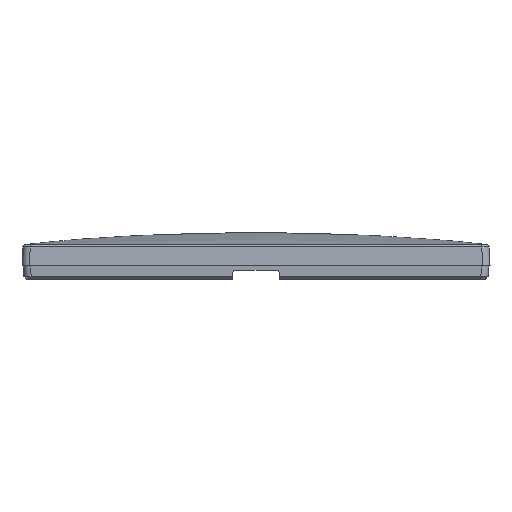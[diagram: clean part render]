
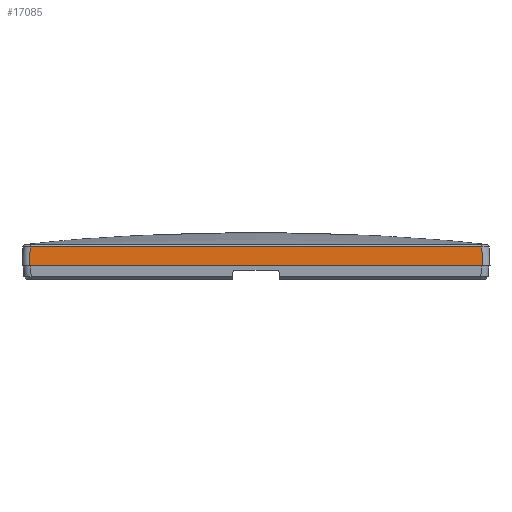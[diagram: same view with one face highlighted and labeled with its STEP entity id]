
A CAD part, left-side view. The second image highlights one B-rep face of the part: STEP entity #17085.
In plain terms, the highlighted planar face has unit normal (-0.999, 0, 0.052).
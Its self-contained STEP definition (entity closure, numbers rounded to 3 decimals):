
#17042=AXIS2_PLACEMENT_3D('Plane Axis2P3D',#17039,#17040,#17041) ;
#16919=CARTESIAN_POINT('Vertex',(-60.,43.602,2.6)) ;
#16922=CARTESIAN_POINT('Line Origine',(-59.896,43.498,4.589)) ;
#16926=CARTESIAN_POINT('Vertex',(-59.81,43.412,6.233)) ;
#16950=CARTESIAN_POINT('Line Origine',(-59.896,-43.498,4.589)) ;
#16954=CARTESIAN_POINT('Vertex',(-60.,-43.602,2.6)) ;
#16956=CARTESIAN_POINT('Vertex',(-59.81,-43.412,6.233)) ;
#16997=CARTESIAN_POINT('Line Origine',(-60.,0.,2.6)) ;
#17039=CARTESIAN_POINT('Axis2P3D Location',(-60.,22.5,2.6)) ;
#17045=CARTESIAN_POINT('Control Point',(-59.81,43.412,6.233)) ;
#17046=CARTESIAN_POINT('Control Point',(-59.809,40.994,6.241)) ;
#17047=CARTESIAN_POINT('Control Point',(-59.809,38.577,6.249)) ;
#17048=CARTESIAN_POINT('Control Point',(-59.808,36.159,6.256)) ;
#17049=CARTESIAN_POINT('Control Point',(-59.808,32.472,6.266)) ;
#17050=CARTESIAN_POINT('Control Point',(-59.807,28.785,6.275)) ;
#17051=CARTESIAN_POINT('Control Point',(-59.807,27.589,6.278)) ;
#17052=CARTESIAN_POINT('Control Point',(-59.807,23.829,6.286)) ;
#17053=CARTESIAN_POINT('Control Point',(-59.806,20.069,6.293)) ;
#17054=CARTESIAN_POINT('Control Point',(-59.806,17.481,6.297)) ;
#17055=CARTESIAN_POINT('Control Point',(-59.806,9.988,6.306)) ;
#17056=CARTESIAN_POINT('Control Point',(-59.806,2.494,6.309)) ;
#17057=CARTESIAN_POINT('Control Point',(-59.806,-2.254,6.31)) ;
#17058=CARTESIAN_POINT('Control Point',(-59.806,-9.67,6.306)) ;
#17059=CARTESIAN_POINT('Control Point',(-59.806,-17.086,6.297)) ;
#17060=CARTESIAN_POINT('Control Point',(-59.806,-19.641,6.294)) ;
#17061=CARTESIAN_POINT('Control Point',(-59.807,-23.293,6.287)) ;
#17062=CARTESIAN_POINT('Control Point',(-59.807,-26.944,6.279)) ;
#17063=CARTESIAN_POINT('Control Point',(-59.807,-28.096,6.277)) ;
#17064=CARTESIAN_POINT('Control Point',(-59.808,-30.555,6.271)) ;
#17065=CARTESIAN_POINT('Control Point',(-59.808,-33.014,6.265)) ;
#17066=CARTESIAN_POINT('Control Point',(-59.808,-34.235,6.261)) ;
#17067=CARTESIAN_POINT('Control Point',(-59.808,-36.12,6.256)) ;
#17068=CARTESIAN_POINT('Control Point',(-59.809,-38.005,6.251)) ;
#17069=CARTESIAN_POINT('Control Point',(-59.809,-38.685,6.248)) ;
#17070=CARTESIAN_POINT('Control Point',(-59.809,-39.925,6.245)) ;
#17071=CARTESIAN_POINT('Control Point',(-59.809,-41.158,6.24)) ;
#17072=CARTESIAN_POINT('Control Point',(-59.809,-41.705,6.239)) ;
#17073=CARTESIAN_POINT('Control Point',(-59.809,-42.369,6.236)) ;
#17074=CARTESIAN_POINT('Control Point',(-59.81,-43.033,6.234)) ;
#17075=CARTESIAN_POINT('Control Point',(-59.81,-43.159,6.234)) ;
#17076=CARTESIAN_POINT('Control Point',(-59.81,-43.285,6.233)) ;
#17077=CARTESIAN_POINT('Control Point',(-59.81,-43.412,6.233)) ;
#16923=DIRECTION('Vector Direction',(0.052,-0.052,0.997)) ;
#16951=DIRECTION('Vector Direction',(0.052,0.052,0.997)) ;
#16998=DIRECTION('Vector Direction',(0.,-1.,0.)) ;
#17040=DIRECTION('Axis2P3D Direction',(-0.999,0.,0.052)) ;
#17041=DIRECTION('Axis2P3D XDirection',(0.,1.,0.)) ;
#16924=VECTOR('Line Direction',#16923,1.) ;
#16952=VECTOR('Line Direction',#16951,1.) ;
#16999=VECTOR('Line Direction',#16998,1.) ;
#17080=ORIENTED_EDGE('',*,*,#16928,.F.) ;
#17081=ORIENTED_EDGE('',*,*,#17001,.T.) ;
#17082=ORIENTED_EDGE('',*,*,#16958,.T.) ;
#17083=ORIENTED_EDGE('',*,*,#17078,.T.) ;
#17085=ADVANCED_FACE('PartBody',(#17084),#17043,.T.) ;
#17044=B_SPLINE_CURVE_WITH_KNOTS('',5,(#17045,#17046,#17047,#17048,#17049,#17050,#17051,#17052,#17053,#17054,#17055,#17056,#17057,#17058,#17059,#17060,#17061,#17062,#17063,#17064,#17065,#17066,#17067,#17068,#17069,#17070,#17071,#17072,#17073,#17074,#17075,#17076,#17077),.UNSPECIFIED.,.F.,.U.,(6,3,3,3,3,3,3,3,3,3,6),(27.362,44.465,53.448,71.069,106.463,123.537,132.296,140.933,145.633,149.44,150.332),.UNSPECIFIED.) ;
#16928=EDGE_CURVE('',#16920,#16927,#16925,.T.) ;
#16958=EDGE_CURVE('',#16955,#16957,#16953,.T.) ;
#17001=EDGE_CURVE('',#16920,#16955,#17000,.T.) ;
#17078=EDGE_CURVE('',#16957,#16927,#17044,.F.) ;
#17079=EDGE_LOOP('',(#17080,#17081,#17082,#17083)) ;
#17084=FACE_OUTER_BOUND('',#17079,.T.) ;
#16925=LINE('Line',#16922,#16924) ;
#16953=LINE('Line',#16950,#16952) ;
#17000=LINE('Line',#16997,#16999) ;
#17043=PLANE('',#17042) ;
#16920=VERTEX_POINT('',#16919) ;
#16927=VERTEX_POINT('',#16926) ;
#16955=VERTEX_POINT('',#16954) ;
#16957=VERTEX_POINT('',#16956) ;
